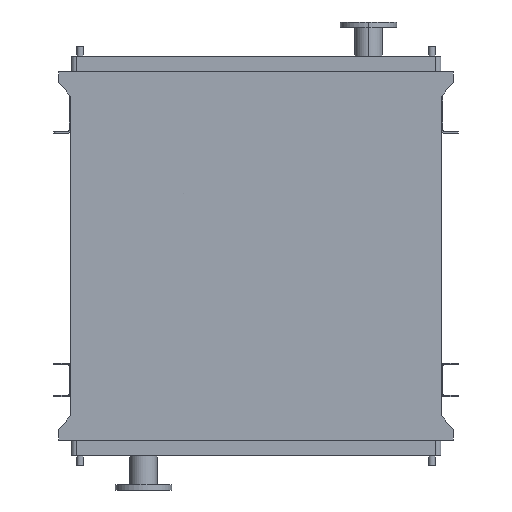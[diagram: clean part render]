
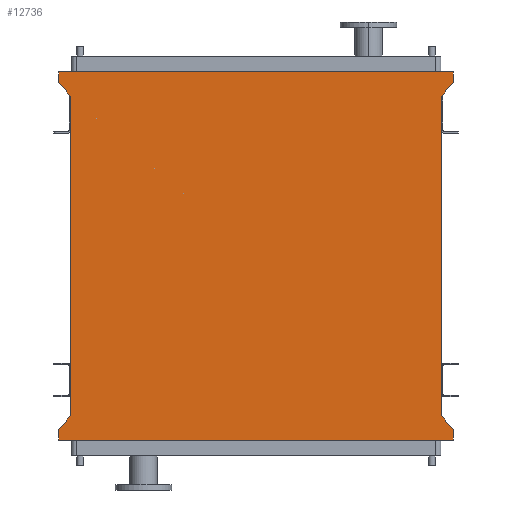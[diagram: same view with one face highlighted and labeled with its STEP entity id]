
A CAD part, front view. The second image highlights one B-rep face of the part: STEP entity #12736.
In plain terms, the highlighted planar face has unit normal (0, -1, 0).
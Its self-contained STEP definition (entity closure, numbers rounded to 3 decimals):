
#82 = DIRECTION ( 'NONE',  ( -0.655, 0., 0.755 ) ) ;
#99 = ORIENTED_EDGE ( 'NONE', *, *, #2089, .F. ) ;
#240 = DIRECTION ( 'NONE',  ( -1., 0., 0. ) ) ;
#286 = CARTESIAN_POINT ( 'NONE',  ( -725., 0., 0. ) ) ;
#432 = ORIENTED_EDGE ( 'NONE', *, *, #5622, .F. ) ;
#509 = LINE ( 'NONE', #12377, #6613 ) ;
#949 = CARTESIAN_POINT ( 'NONE',  ( 725., 0., -1250. ) ) ;
#952 = CARTESIAN_POINT ( 'NONE',  ( -771., 0., 95. ) ) ;
#1394 = ORIENTED_EDGE ( 'NONE', *, *, #10922, .F. ) ;
#1481 = ORIENTED_EDGE ( 'NONE', *, *, #13229, .F. ) ;
#1497 = ORIENTED_EDGE ( 'NONE', *, *, #7633, .F. ) ;
#1510 = CARTESIAN_POINT ( 'NONE',  ( -725., 0., -1250. ) ) ;
#1721 = VECTOR ( 'NONE', #2409, 1000. ) ;
#2089 = EDGE_CURVE ( 'NONE', #2162, #8415, #10664, .T. ) ;
#2162 = VERTEX_POINT ( 'NONE', #952 ) ;
#2282 = VERTEX_POINT ( 'NONE', #1510 ) ;
#2332 = DIRECTION ( 'NONE',  ( 0., 0., -1. ) ) ;
#2409 = DIRECTION ( 'NONE',  ( 0., 0., 1. ) ) ;
#2473 = PLANE ( 'NONE',  #2838 ) ;
#2558 = EDGE_CURVE ( 'NONE', #9461, #6825, #3152, .T. ) ;
#2642 = CARTESIAN_POINT ( 'NONE',  ( -771., 0., 53. ) ) ;
#2667 = DIRECTION ( 'NONE',  ( 0., 0., 1. ) ) ;
#2687 = FACE_OUTER_BOUND ( 'NONE', #6132, .T. ) ;
#2817 = LINE ( 'NONE', #12745, #8083 ) ;
#2838 = AXIS2_PLACEMENT_3D ( 'NONE', #11255, #10313, #4607 ) ;
#2867 = EDGE_CURVE ( 'NONE', #6956, #2162, #13721, .T. ) ;
#2954 = DIRECTION ( 'NONE',  ( 0.655, 0., 0.755 ) ) ;
#3152 = LINE ( 'NONE', #6508, #14114 ) ;
#3203 = CARTESIAN_POINT ( 'NONE',  ( 725., 0., -1250. ) ) ;
#3244 = DIRECTION ( 'NONE',  ( 1., 0., 0. ) ) ;
#3339 = ORIENTED_EDGE ( 'NONE', *, *, #12610, .F. ) ;
#3403 = CARTESIAN_POINT ( 'NONE',  ( -771., 0., -1303. ) ) ;
#3474 = CARTESIAN_POINT ( 'NONE',  ( 771., 0., -1345. ) ) ;
#3479 = VECTOR ( 'NONE', #13881, 1000. ) ;
#4278 = VECTOR ( 'NONE', #3244, 1000. ) ;
#4607 = DIRECTION ( 'NONE',  ( 0., 0., -1. ) ) ;
#4875 = CARTESIAN_POINT ( 'NONE',  ( 771., 0., 95. ) ) ;
#5268 = ORIENTED_EDGE ( 'NONE', *, *, #13843, .F. ) ;
#5441 = ORIENTED_EDGE ( 'NONE', *, *, #13475, .F. ) ;
#5508 = CARTESIAN_POINT ( 'NONE',  ( -725., 0., 0. ) ) ;
#5622 = EDGE_CURVE ( 'NONE', #2282, #8509, #509, .T. ) ;
#5675 = CARTESIAN_POINT ( 'NONE',  ( 771., 0., -1345. ) ) ;
#5986 = ORIENTED_EDGE ( 'NONE', *, *, #13891, .T. ) ;
#6132 = EDGE_LOOP ( 'NONE', ( #5986, #5441, #5268, #99, #9271, #1497, #432, #14137, #1394, #1481, #3339, #8565 ) ) ;
#6341 = CARTESIAN_POINT ( 'NONE',  ( 771., 0., 95. ) ) ;
#6439 = VERTEX_POINT ( 'NONE', #3403 ) ;
#6508 = CARTESIAN_POINT ( 'NONE',  ( 771., 0., -1303. ) ) ;
#6613 = VECTOR ( 'NONE', #2667, 1000. ) ;
#6825 = VERTEX_POINT ( 'NONE', #7252 ) ;
#6956 = VERTEX_POINT ( 'NONE', #10960 ) ;
#6986 = LINE ( 'NONE', #5508, #8956 ) ;
#7103 = CARTESIAN_POINT ( 'NONE',  ( -771., 0., -1345. ) ) ;
#7142 = DIRECTION ( 'NONE',  ( 0., 0., 1. ) ) ;
#7238 = LINE ( 'NONE', #7515, #3479 ) ;
#7252 = CARTESIAN_POINT ( 'NONE',  ( 771., 0., -1303. ) ) ;
#7268 = VECTOR ( 'NONE', #7142, 1000. ) ;
#7344 = LINE ( 'NONE', #6341, #7419 ) ;
#7419 = VECTOR ( 'NONE', #11702, 1000. ) ;
#7507 = DIRECTION ( 'NONE',  ( 0.655, 0., -0.755 ) ) ;
#7515 = CARTESIAN_POINT ( 'NONE',  ( -771., 0., -1303. ) ) ;
#7633 = EDGE_CURVE ( 'NONE', #8509, #6956, #6986, .T. ) ;
#7855 = CARTESIAN_POINT ( 'NONE',  ( 771., 0., 53. ) ) ;
#8083 = VECTOR ( 'NONE', #2954, 1000. ) ;
#8167 = DIRECTION ( 'NONE',  ( -0.655, 0., -0.755 ) ) ;
#8295 = VERTEX_POINT ( 'NONE', #7103 ) ;
#8320 = CARTESIAN_POINT ( 'NONE',  ( 725., 0., 0. ) ) ;
#8415 = VERTEX_POINT ( 'NONE', #4875 ) ;
#8509 = VERTEX_POINT ( 'NONE', #286 ) ;
#8565 = ORIENTED_EDGE ( 'NONE', *, *, #2558, .F. ) ;
#8615 = LINE ( 'NONE', #3203, #1721 ) ;
#8944 = CARTESIAN_POINT ( 'NONE',  ( -771., 0., -1345. ) ) ;
#8956 = VECTOR ( 'NONE', #82, 1000. ) ;
#9190 = VERTEX_POINT ( 'NONE', #5675 ) ;
#9221 = VECTOR ( 'NONE', #8167, 1000. ) ;
#9271 = ORIENTED_EDGE ( 'NONE', *, *, #2867, .F. ) ;
#9461 = VERTEX_POINT ( 'NONE', #949 ) ;
#10089 = LINE ( 'NONE', #8944, #11736 ) ;
#10313 = DIRECTION ( 'NONE',  ( 0., -1., 0. ) ) ;
#10664 = LINE ( 'NONE', #14042, #4278 ) ;
#10922 = EDGE_CURVE ( 'NONE', #8295, #6439, #7238, .T. ) ;
#10960 = CARTESIAN_POINT ( 'NONE',  ( -771., 0., 53. ) ) ;
#11090 = VERTEX_POINT ( 'NONE', #7855 ) ;
#11255 = CARTESIAN_POINT ( 'NONE',  ( -725., 0., -1250. ) ) ;
#11702 = DIRECTION ( 'NONE',  ( 0., 0., -1. ) ) ;
#11736 = VECTOR ( 'NONE', #240, 1000. ) ;
#12377 = CARTESIAN_POINT ( 'NONE',  ( -725., 0., -1250. ) ) ;
#12610 = EDGE_CURVE ( 'NONE', #6825, #9190, #13061, .T. ) ;
#12736 = ADVANCED_FACE ( 'NONE', ( #2687 ), #2473, .T. ) ;
#12745 = CARTESIAN_POINT ( 'NONE',  ( -725., 0., -1250. ) ) ;
#12815 = CARTESIAN_POINT ( 'NONE',  ( 771., 0., 53. ) ) ;
#12898 = VERTEX_POINT ( 'NONE', #8320 ) ;
#13061 = LINE ( 'NONE', #3474, #13792 ) ;
#13229 = EDGE_CURVE ( 'NONE', #9190, #8295, #10089, .T. ) ;
#13442 = EDGE_CURVE ( 'NONE', #6439, #2282, #2817, .T. ) ;
#13475 = EDGE_CURVE ( 'NONE', #11090, #12898, #13888, .T. ) ;
#13721 = LINE ( 'NONE', #2642, #7268 ) ;
#13792 = VECTOR ( 'NONE', #2332, 1000. ) ;
#13843 = EDGE_CURVE ( 'NONE', #8415, #11090, #7344, .T. ) ;
#13881 = DIRECTION ( 'NONE',  ( 0., 0., 1. ) ) ;
#13888 = LINE ( 'NONE', #12815, #9221 ) ;
#13891 = EDGE_CURVE ( 'NONE', #9461, #12898, #8615, .T. ) ;
#14042 = CARTESIAN_POINT ( 'NONE',  ( -771., 0., 95. ) ) ;
#14114 = VECTOR ( 'NONE', #7507, 1000. ) ;
#14137 = ORIENTED_EDGE ( 'NONE', *, *, #13442, .F. ) ;
